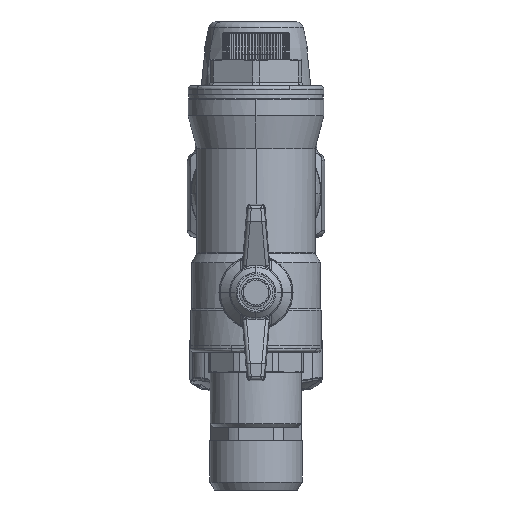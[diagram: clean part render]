
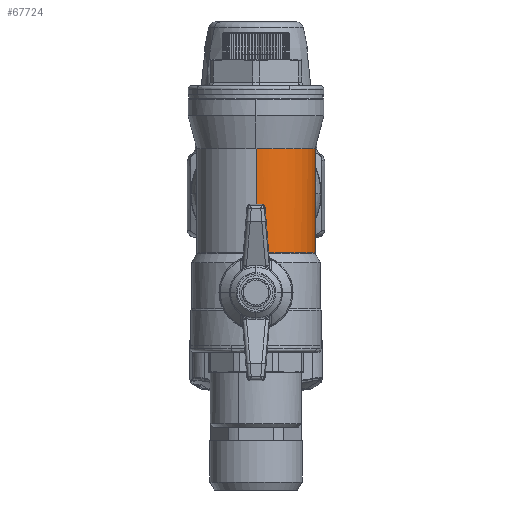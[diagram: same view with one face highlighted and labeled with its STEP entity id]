
A CAD part, left-side view. The second image highlights one B-rep face of the part: STEP entity #67724.
In plain terms, the highlighted cylindrical face has radius 16.75 mm (diameter 33.5 mm), a partial arc.
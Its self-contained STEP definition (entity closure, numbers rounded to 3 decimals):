
#63529=CARTESIAN_POINT('Vertex',(-59.733,-3.993,4.32)) ;
#63743=CARTESIAN_POINT('Control Point',(-59.25,0.,-22.)) ;
#63744=CARTESIAN_POINT('Control Point',(-59.25,-0.198,-22.)) ;
#63745=CARTESIAN_POINT('Control Point',(-59.257,-0.593,-21.99)) ;
#63746=CARTESIAN_POINT('Control Point',(-59.299,-1.382,-21.932)) ;
#63747=CARTESIAN_POINT('Control Point',(-59.445,-2.75,-21.728)) ;
#63748=CARTESIAN_POINT('Control Point',(-59.851,-4.63,-21.156)) ;
#63749=CARTESIAN_POINT('Control Point',(-60.585,-6.662,-20.088)) ;
#63750=CARTESIAN_POINT('Control Point',(-61.488,-8.435,-18.704)) ;
#63751=CARTESIAN_POINT('Control Point',(-62.479,-9.934,-17.053)) ;
#63752=CARTESIAN_POINT('Control Point',(-63.474,-11.151,-15.162)) ;
#63753=CARTESIAN_POINT('Control Point',(-64.368,-12.069,-13.037)) ;
#63754=CARTESIAN_POINT('Control Point',(-64.904,-12.549,-11.068)) ;
#63755=CARTESIAN_POINT('Control Point',(-65.112,-12.729,-9.416)) ;
#63756=CARTESIAN_POINT('Control Point',(-65.142,-12.754,-8.156)) ;
#63757=CARTESIAN_POINT('Control Point',(-65.041,-12.668,-6.903)) ;
#63758=CARTESIAN_POINT('Control Point',(-64.75,-12.413,-5.276)) ;
#63759=CARTESIAN_POINT('Control Point',(-64.141,-11.85,-3.36)) ;
#63760=CARTESIAN_POINT('Control Point',(-63.362,-11.013,-1.639)) ;
#63761=CARTESIAN_POINT('Control Point',(-62.378,-9.795,0.24)) ;
#63762=CARTESIAN_POINT('Control Point',(-61.539,-8.535,1.62)) ;
#63763=CARTESIAN_POINT('Control Point',(-60.794,-7.049,2.765)) ;
#63764=CARTESIAN_POINT('Control Point',(-60.386,-6.094,3.375)) ;
#63765=CARTESIAN_POINT('Control Point',(-60.085,-5.245,3.814)) ;
#63766=CARTESIAN_POINT('Control Point',(-59.873,-4.538,4.119)) ;
#63767=CARTESIAN_POINT('Control Point',(-59.778,-4.176,4.256)) ;
#63768=CARTESIAN_POINT('Control Point',(-59.733,-3.993,4.32)) ;
#63769=CARTESIAN_POINT('Vertex',(-59.25,0.,-22.)) ;
#67651=CARTESIAN_POINT('Control Point',(-59.733,-3.993,4.32)) ;
#67652=CARTESIAN_POINT('Control Point',(-62.864,-16.75,4.32)) ;
#67653=CARTESIAN_POINT('Control Point',(-76.,-16.75,4.32)) ;
#67654=CARTESIAN_POINT('Vertex',(-76.,-16.75,4.32)) ;
#67682=CARTESIAN_POINT('Axis2P3D Location',(-76.,0.,-25.402)) ;
#67687=CARTESIAN_POINT('Line Origine',(-92.75,0.,-25.402)) ;
#67691=CARTESIAN_POINT('Vertex',(-92.75,0.,4.32)) ;
#67693=CARTESIAN_POINT('Vertex',(-92.75,0.,-25.268)) ;
#67696=CARTESIAN_POINT('Axis2P3D Location',(-76.,0.,-25.268)) ;
#67700=CARTESIAN_POINT('Vertex',(-59.25,0.,-25.268)) ;
#67703=CARTESIAN_POINT('Line Origine',(-59.25,0.,-25.402)) ;
#67709=CARTESIAN_POINT('Control Point',(-76.,-16.75,4.32)) ;
#67710=CARTESIAN_POINT('Control Point',(-81.262,-16.75,4.32)) ;
#67711=CARTESIAN_POINT('Control Point',(-86.529,-14.689,4.32)) ;
#67712=CARTESIAN_POINT('Control Point',(-90.689,-10.529,4.32)) ;
#67713=CARTESIAN_POINT('Control Point',(-92.75,-5.262,4.32)) ;
#67714=CARTESIAN_POINT('Control Point',(-92.75,0.,4.32)) ;
#67689=VECTOR('Line Direction',#67688,1.) ;
#67705=VECTOR('Line Direction',#67704,1.) ;
#67683=DIRECTION('Axis2P3D Direction',(0.,0.,-1.)) ;
#67684=DIRECTION('Axis2P3D XDirection',(1.,0.,0.)) ;
#67688=DIRECTION('Vector Direction',(0.,0.,-1.)) ;
#67697=DIRECTION('Axis2P3D Direction',(0.,0.,-1.)) ;
#67704=DIRECTION('Vector Direction',(0.,0.,-1.)) ;
#67685=AXIS2_PLACEMENT_3D('Cylinder Axis2P3D',#67682,#67683,#67684) ;
#67698=AXIS2_PLACEMENT_3D('Circle Axis2P3D',#67696,#67697,$) ;
#67690=LINE('Line',#67687,#67689) ;
#67706=LINE('Line',#67703,#67705) ;
#67699=CIRCLE('generated circle',#67698,16.75) ;
#67686=CYLINDRICAL_SURFACE('generated cylinder',#67685,16.75) ;
#63771=EDGE_CURVE('',#63770,#63530,#63742,.T.) ;
#67656=EDGE_CURVE('',#63530,#67655,#67650,.T.) ;
#67695=EDGE_CURVE('',#67692,#67694,#67690,.T.) ;
#67702=EDGE_CURVE('',#67701,#67694,#67699,.T.) ;
#67707=EDGE_CURVE('',#67701,#63770,#67706,.F.) ;
#67715=EDGE_CURVE('',#67655,#67692,#67708,.T.) ;
#67717=ORIENTED_EDGE('',*,*,#67695,.T.) ;
#67718=ORIENTED_EDGE('',*,*,#67702,.F.) ;
#67719=ORIENTED_EDGE('',*,*,#67707,.T.) ;
#67720=ORIENTED_EDGE('',*,*,#63771,.T.) ;
#67721=ORIENTED_EDGE('',*,*,#67656,.T.) ;
#67722=ORIENTED_EDGE('',*,*,#67715,.T.) ;
#67716=EDGE_LOOP('',(#67717,#67718,#67719,#67720,#67721,#67722)) ;
#63530=VERTEX_POINT('',#63529) ;
#63770=VERTEX_POINT('',#63769) ;
#67655=VERTEX_POINT('',#67654) ;
#67692=VERTEX_POINT('',#67691) ;
#67694=VERTEX_POINT('',#67693) ;
#67701=VERTEX_POINT('',#67700) ;
#67724=ADVANCED_FACE('PartBody',(#67723),#67686,.T.) ;
#63742=B_SPLINE_CURVE_WITH_KNOTS('',3,(#63743,#63744,#63745,#63746,#63747,#63748,#63749,#63750,#63751,#63752,#63753,#63754,#63755,#63756,#63757,#63758,#63759,#63760,#63761,#63762,#63763,#63764,#63765,#63766,#63767,#63768),.UNSPECIFIED.,.F.,.U.,(4,1,1,1,1,1,1,1,1,1,1,1,1,1,1,1,1,1,1,1,1,1,1,4),(0.,0.581,1.162,2.325,4.658,7.01,9.383,11.773,14.176,16.589,19.005,20.216,21.428,22.639,23.85,26.266,28.677,29.879,33.459,34.646,35.828,37.006,37.593,38.178),.UNSPECIFIED.) ;
#67708=B_SPLINE_CURVE_WITH_KNOTS('',5,(#67709,#67710,#67711,#67712,#67713,#67714),.UNSPECIFIED.,.F.,.U.,(6,6),(-2.016,24.295),.UNSPECIFIED.) ;
#67723=FACE_OUTER_BOUND('',#67716,.T.) ;
#67650=(BOUNDED_CURVE()B_SPLINE_CURVE(2,(#67651,#67652,#67653),.UNSPECIFIED.,.F.,.U.)B_SPLINE_CURVE_WITH_KNOTS((3,3),(5.86,35.983),.UNSPECIFIED.)CURVE()GEOMETRIC_REPRESENTATION_ITEM()RATIONAL_B_SPLINE_CURVE((0.92,0.755,1.))REPRESENTATION_ITEM('')) ;
